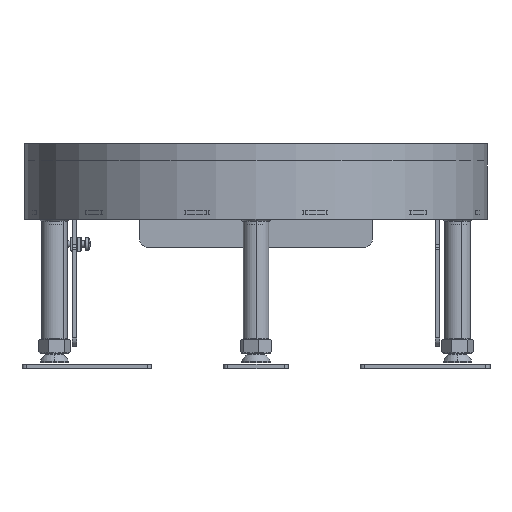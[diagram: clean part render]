
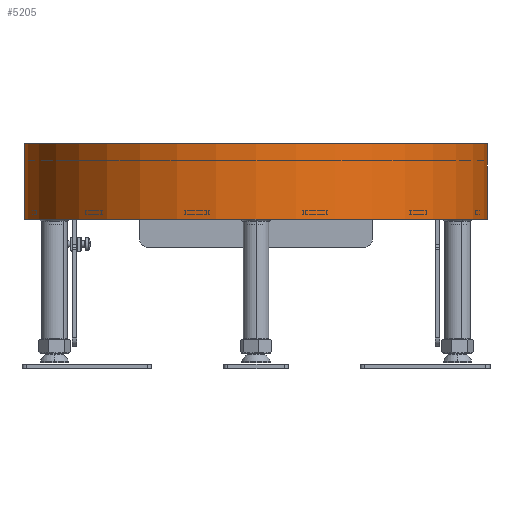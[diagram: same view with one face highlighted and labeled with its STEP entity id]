
A CAD part, left-side view. The second image highlights one B-rep face of the part: STEP entity #5205.
In plain terms, the highlighted cylindrical face has radius 107 mm (diameter 214 mm), a partial arc.
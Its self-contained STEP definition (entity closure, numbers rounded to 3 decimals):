
#4041=CARTESIAN_POINT('',(0.,0.,24.1));
#4042=DIRECTION('',(0.,0.,-1.));
#4043=DIRECTION('',(0.028,-1.,0.));
#4044=AXIS2_PLACEMENT_3D('',#4041,#4042,#4043);
#4067=CARTESIAN_POINT('',(0.,0.,21.1));
#4068=DIRECTION('',(0.,0.,-1.));
#4069=DIRECTION('',(0.063,-0.998,0.));
#4070=AXIS2_PLACEMENT_3D('',#4067,#4068,#4069);
#4093=CARTESIAN_POINT('',(0.,0.,31.9));
#4094=DIRECTION('',(0.,0.,1.));
#4095=DIRECTION('',(0.047,-0.999,0.));
#4096=AXIS2_PLACEMENT_3D('',#4093,#4094,#4095);
#4110=CARTESIAN_POINT('',(0.,0.,35.));
#4111=DIRECTION('',(0.,0.,1.));
#4112=DIRECTION('',(0.,1.,0.));
#4113=AXIS2_PLACEMENT_3D('',#4110,#4111,#4112);
#4115=DIRECTION('',(0.,0.,1.));
#4116=VECTOR('',#4115,5.1);
#4117=CARTESIAN_POINT('',(-0.051,-107.,29.9));
#4118=LINE('',#4117,#4116);
#4119=CARTESIAN_POINT('',(0.958,-106.996,28.9));
#4120=CARTESIAN_POINT('',(0.402,-107.001,
28.95));
#4121=CARTESIAN_POINT('',(0.066,-107.,
29.283));
#4122=CARTESIAN_POINT('',(-0.051,-107.,29.9));
#4124=CARTESIAN_POINT('',(3.985,-106.926,29.9));
#4125=CARTESIAN_POINT('',(3.935,-106.928,29.35));
#4126=CARTESIAN_POINT('',(3.599,-106.941,29.017));
#4127=CARTESIAN_POINT('',(2.976,-106.959,28.9));
#4129=DIRECTION('',(0.,0.,-1.));
#4130=VECTOR('',#4129,1.);
#4131=CARTESIAN_POINT('',(3.985,-106.926,30.9));
#4132=LINE('',#4131,#4130);
#4133=CARTESIAN_POINT('',(4.993,-106.883,31.9));
#4134=CARTESIAN_POINT('',(4.438,-106.909,31.85));
#4135=CARTESIAN_POINT('',(4.102,-106.921,31.517));
#4136=CARTESIAN_POINT('',(3.985,-106.926,30.9));
#4138=CARTESIAN_POINT('',(7.714,-106.722,30.9));
#4139=CARTESIAN_POINT('',(7.664,-106.725,31.45));
#4140=CARTESIAN_POINT('',(7.328,-106.751,31.783));
#4141=CARTESIAN_POINT('',(6.707,-106.79,31.9));
#4143=DIRECTION('',(0.,0.,1.));
#4144=VECTOR('',#4143,8.8);
#4145=CARTESIAN_POINT('',(7.714,-106.722,22.1));
#4146=LINE('',#4145,#4144);
#4147=CARTESIAN_POINT('',(6.707,-106.79,21.1));
#4148=CARTESIAN_POINT('',(7.261,-106.755,21.15));
#4149=CARTESIAN_POINT('',(7.597,-106.73,21.483));
#4150=CARTESIAN_POINT('',(7.714,-106.722,22.1));
#4152=CARTESIAN_POINT('',(3.985,-106.926,22.1));
#4153=CARTESIAN_POINT('',(4.035,-106.924,21.55));
#4154=CARTESIAN_POINT('',(4.371,-106.912,21.217));
#4155=CARTESIAN_POINT('',(4.993,-106.883,21.1));
#4157=DIRECTION('',(0.,0.,-1.));
#4158=VECTOR('',#4157,1.);
#4159=CARTESIAN_POINT('',(3.985,-106.926,23.1));
#4160=LINE('',#4159,#4158);
#4161=CARTESIAN_POINT('',(2.976,-106.959,24.1));
#4162=CARTESIAN_POINT('',(3.532,-106.943,24.05));
#4163=CARTESIAN_POINT('',(3.868,-106.93,23.717));
#4164=CARTESIAN_POINT('',(3.985,-106.926,23.1));
#4166=CARTESIAN_POINT('',(-0.051,-107.,23.1));
#4167=CARTESIAN_POINT('',(-0.001,-107.,
23.65));
#4168=CARTESIAN_POINT('',(0.336,-107.001,
23.983));
#4169=CARTESIAN_POINT('',(0.958,-106.996,24.1));
#4171=DIRECTION('',(0.,0.,1.));
#4172=VECTOR('',#4171,23.1);
#4173=CARTESIAN_POINT('',(-0.051,-107.,
0.));
#4174=LINE('',#4173,#4172);
#4175=CARTESIAN_POINT('',(0.,0.,0.));
#4176=DIRECTION('',(0.,0.,-1.));
#4177=DIRECTION('',(0.,-1.,0.));
#4178=AXIS2_PLACEMENT_3D('',#4175,#4176,#4177);
#4443=DIRECTION('',(0.,0.,1.));
#4444=VECTOR('',#4443,35.);
#4445=CARTESIAN_POINT('',(-0.05,107.,
0.));
#4446=LINE('',#4445,#4444);
#4651=CARTESIAN_POINT('',(0.,0.,28.9));
#4652=DIRECTION('',(0.,0.,1.));
#4653=DIRECTION('',(0.009,-1.,0.));
#4654=AXIS2_PLACEMENT_3D('',#4651,#4652,#4653);
#4664=VERTEX_POINT('',#4166);
#4665=VERTEX_POINT('',#4169);
#4666=VERTEX_POINT('',#4161);
#4667=VERTEX_POINT('',#4164);
#4668=CARTESIAN_POINT('',(3.985,-106.926,22.1));
#4669=VERTEX_POINT('',#4668);
#4670=VERTEX_POINT('',#4155);
#4671=CARTESIAN_POINT('',(-0.051,-107.,
0.));
#4672=VERTEX_POINT('',#4671);
#4673=VERTEX_POINT('',#4138);
#4674=VERTEX_POINT('',#4141);
#4675=CARTESIAN_POINT('',(6.707,-106.79,21.1));
#4676=VERTEX_POINT('',#4675);
#4677=CARTESIAN_POINT('',(7.714,-106.722,22.1));
#4678=VERTEX_POINT('',#4677);
#4679=CARTESIAN_POINT('',(3.985,-106.926,30.9));
#4680=CARTESIAN_POINT('',(3.985,-106.926,29.9));
#4681=VERTEX_POINT('',#4679);
#4682=VERTEX_POINT('',#4680);
#4683=CARTESIAN_POINT('',(0.958,-106.996,28.9));
#4684=CARTESIAN_POINT('',(2.976,-106.959,28.9));
#4685=VERTEX_POINT('',#4683);
#4686=VERTEX_POINT('',#4684);
#4687=VERTEX_POINT('',#4133);
#4688=CARTESIAN_POINT('',(-0.051,-107.,29.9));
#4689=CARTESIAN_POINT('',(-0.051,-107.,35.));
#4690=VERTEX_POINT('',#4688);
#4691=VERTEX_POINT('',#4689);
#4752=CARTESIAN_POINT('',(-0.05,107.,35.));
#4754=VERTEX_POINT('',#4752);
#4760=CARTESIAN_POINT('',(-0.05,107.,
0.));
#4762=VERTEX_POINT('',#4760);
#5173=CARTESIAN_POINT('',(0.,0.,359.97));
#5174=DIRECTION('',(0.,0.,-1.));
#5175=DIRECTION('',(-1.,0.,0.));
#5176=AXIS2_PLACEMENT_3D('',#5173,#5174,#5175);
#5177=CYLINDRICAL_SURFACE('',#5176,107.);
#5179=ORIENTED_EDGE('',*,*,#5178,.T.);
#5181=ORIENTED_EDGE('',*,*,#5180,.F.);
#5183=ORIENTED_EDGE('',*,*,#5182,.F.);
#5185=ORIENTED_EDGE('',*,*,#5184,.T.);
#5186=ORIENTED_EDGE('',*,*,#5163,.F.);
#5187=ORIENTED_EDGE('',*,*,#5133,.F.);
#5188=ORIENTED_EDGE('',*,*,#5118,.F.);
#5189=ORIENTED_EDGE('',*,*,#5083,.T.);
#5190=ORIENTED_EDGE('',*,*,#5068,.F.);
#5191=ORIENTED_EDGE('',*,*,#5033,.F.);
#5192=ORIENTED_EDGE('',*,*,#5018,.F.);
#5193=ORIENTED_EDGE('',*,*,#4983,.T.);
#5194=ORIENTED_EDGE('',*,*,#4968,.F.);
#5195=ORIENTED_EDGE('',*,*,#4933,.F.);
#5196=ORIENTED_EDGE('',*,*,#4918,.F.);
#5197=ORIENTED_EDGE('',*,*,#4883,.T.);
#5198=ORIENTED_EDGE('',*,*,#4868,.F.);
#5199=ORIENTED_EDGE('',*,*,#4833,.F.);
#5200=ORIENTED_EDGE('',*,*,#4818,.T.);
#5202=ORIENTED_EDGE('',*,*,#5201,.T.);
#5203=EDGE_LOOP('',(#5179,#5181,#5183,#5185,#5186,#5187,#5188,#5189,#5190,#5191,
#5192,#5193,#5194,#5195,#5196,#5197,#5198,#5199,#5200,#5202));
#5204=FACE_OUTER_BOUND('',#5203,.F.);
#5205=ADVANCED_FACE('',(#5204),#5177,.T.);
#4045=CIRCLE('',#4044,107.);
#4071=CIRCLE('',#4070,107.);
#4097=CIRCLE('',#4096,107.);
#4114=CIRCLE('',#4113,107.);
#4123=B_SPLINE_CURVE_WITH_KNOTS('',3,(#4119,#4120,#4121,#4122),.UNSPECIFIED.,
.F.,.F.,(4,4),(0.,1.),.UNSPECIFIED.);
#4128=B_SPLINE_CURVE_WITH_KNOTS('',3,(#4124,#4125,#4126,#4127),.UNSPECIFIED.,
.F.,.F.,(4,4),(0.,1.),.UNSPECIFIED.);
#4137=B_SPLINE_CURVE_WITH_KNOTS('',3,(#4133,#4134,#4135,#4136),.UNSPECIFIED.,
.F.,.F.,(4,4),(0.,1.),.UNSPECIFIED.);
#4142=B_SPLINE_CURVE_WITH_KNOTS('',3,(#4138,#4139,#4140,#4141),.UNSPECIFIED.,
.F.,.F.,(4,4),(0.,1.),.UNSPECIFIED.);
#4151=B_SPLINE_CURVE_WITH_KNOTS('',3,(#4147,#4148,#4149,#4150),.UNSPECIFIED.,
.F.,.F.,(4,4),(0.,1.),.UNSPECIFIED.);
#4156=B_SPLINE_CURVE_WITH_KNOTS('',3,(#4152,#4153,#4154,#4155),.UNSPECIFIED.,
.F.,.F.,(4,4),(0.,1.),.UNSPECIFIED.);
#4165=B_SPLINE_CURVE_WITH_KNOTS('',3,(#4161,#4162,#4163,#4164),.UNSPECIFIED.,
.F.,.F.,(4,4),(0.,1.),.UNSPECIFIED.);
#4170=B_SPLINE_CURVE_WITH_KNOTS('',3,(#4166,#4167,#4168,#4169),.UNSPECIFIED.,
.F.,.F.,(4,4),(0.,1.),.UNSPECIFIED.);
#4179=CIRCLE('',#4178,107.);
#4655=CIRCLE('',#4654,107.);
#4818=EDGE_CURVE('',#4672,#4762,#4179,.T.);
#4833=EDGE_CURVE('',#4672,#4664,#4174,.T.);
#4868=EDGE_CURVE('',#4664,#4665,#4170,.T.);
#4883=EDGE_CURVE('',#4666,#4665,#4045,.T.);
#4918=EDGE_CURVE('',#4666,#4667,#4165,.T.);
#4933=EDGE_CURVE('',#4667,#4669,#4160,.T.);
#4968=EDGE_CURVE('',#4669,#4670,#4156,.T.);
#4983=EDGE_CURVE('',#4676,#4670,#4071,.T.);
#5018=EDGE_CURVE('',#4676,#4678,#4151,.T.);
#5033=EDGE_CURVE('',#4678,#4673,#4146,.T.);
#5068=EDGE_CURVE('',#4673,#4674,#4142,.T.);
#5083=EDGE_CURVE('',#4687,#4674,#4097,.T.);
#5118=EDGE_CURVE('',#4687,#4681,#4137,.T.);
#5133=EDGE_CURVE('',#4681,#4682,#4132,.T.);
#5163=EDGE_CURVE('',#4682,#4686,#4128,.T.);
#5178=EDGE_CURVE('',#4754,#4691,#4114,.T.);
#5180=EDGE_CURVE('',#4690,#4691,#4118,.T.);
#5182=EDGE_CURVE('',#4685,#4690,#4123,.T.);
#5184=EDGE_CURVE('',#4685,#4686,#4655,.T.);
#5201=EDGE_CURVE('',#4762,#4754,#4446,.T.);
